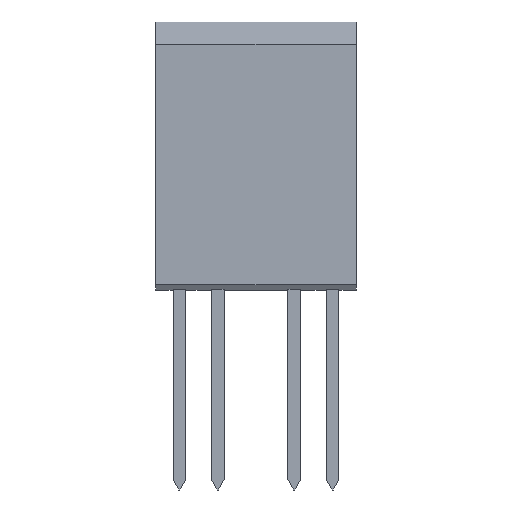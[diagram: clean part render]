
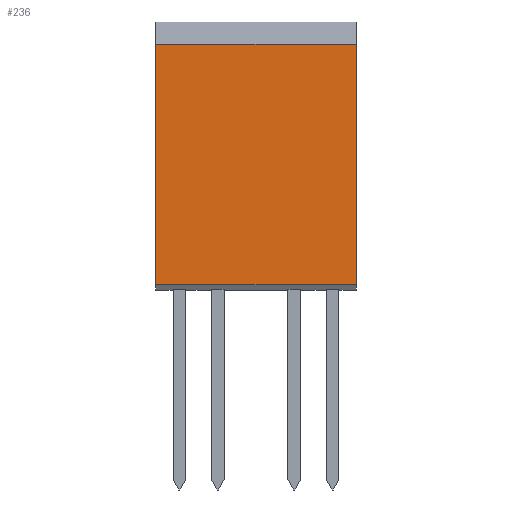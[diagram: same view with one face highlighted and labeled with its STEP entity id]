
A CAD part, front view. The second image highlights one B-rep face of the part: STEP entity #236.
In plain terms, the highlighted planar face has unit normal (0, -1, 0).
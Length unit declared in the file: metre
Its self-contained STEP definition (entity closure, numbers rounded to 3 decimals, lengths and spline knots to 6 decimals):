
#236 = ADVANCED_FACE( '', ( #586 ), #587, .F. );
#240 = EDGE_CURVE( '', #541, #592, #593, .T. );
#344 = EDGE_CURVE( '', #731, #607, #732, .T. );
#374 = EDGE_CURVE( '', #592, #607, #767, .T. );
#416 = EDGE_CURVE( '', #541, #731, #818, .T. );
#541 = VERTEX_POINT( '', #974 );
#586 = FACE_OUTER_BOUND( '', #1038, .T. );
#587 = PLANE( '', #1039 );
#592 = VERTEX_POINT( '', #1045 );
#593 = LINE( '', #1046, #1047 );
#607 = VERTEX_POINT( '', #1068 );
#731 = VERTEX_POINT( '', #1270 );
#732 = LINE( '', #1271, #1272 );
#767 = LINE( '', #1328, #1329 );
#818 = LINE( '', #1405, #1406 );
#974 = CARTESIAN_POINT( '', ( 0.009957, -0.002471, 0.024447 ) );
#1038 = EDGE_LOOP( '', ( #1564, #1565, #1566, #1567 ) );
#1039 = AXIS2_PLACEMENT_3D( '', #1568, #1569, #1570 );
#1045 = CARTESIAN_POINT( '', ( 0.009957, -0.002471, 0.000507 ) );
#1046 = CARTESIAN_POINT( '', ( 0.009957, -0.002471, 0.000507 ) );
#1047 = VECTOR( '', #1581, 1. );
#1068 = CARTESIAN_POINT( '', ( -0.009957, -0.002471, 0.000507 ) );
#1270 = CARTESIAN_POINT( '', ( -0.009957, -0.002471, 0.024447 ) );
#1271 = CARTESIAN_POINT( '', ( -0.009957, -0.002471, 0.000507 ) );
#1272 = VECTOR( '', #1705, 1. );
#1328 = CARTESIAN_POINT( '', ( 0.009957, -0.002471, 0.000507 ) );
#1329 = VECTOR( '', #1750, 1. );
#1405 = CARTESIAN_POINT( '', ( 0.009957, -0.002471, 0.024447 ) );
#1406 = VECTOR( '', #1863, 1. );
#1564 = ORIENTED_EDGE( '', *, *, #344, .T. );
#1565 = ORIENTED_EDGE( '', *, *, #374, .F. );
#1566 = ORIENTED_EDGE( '', *, *, #240, .F. );
#1567 = ORIENTED_EDGE( '', *, *, #416, .T. );
#1568 = CARTESIAN_POINT( '', ( 0.009957, -0.002471, 0.000507 ) );
#1569 = DIRECTION( '', ( 0., 1., 0. ) );
#1570 = DIRECTION( '', ( 1., 0., 0. ) );
#1581 = DIRECTION( '', ( 0., 0., -1. ) );
#1705 = DIRECTION( '', ( 0., 0., -1. ) );
#1750 = DIRECTION( '', ( -1., 0., 0. ) );
#1863 = DIRECTION( '', ( -1., 0., 0. ) );
